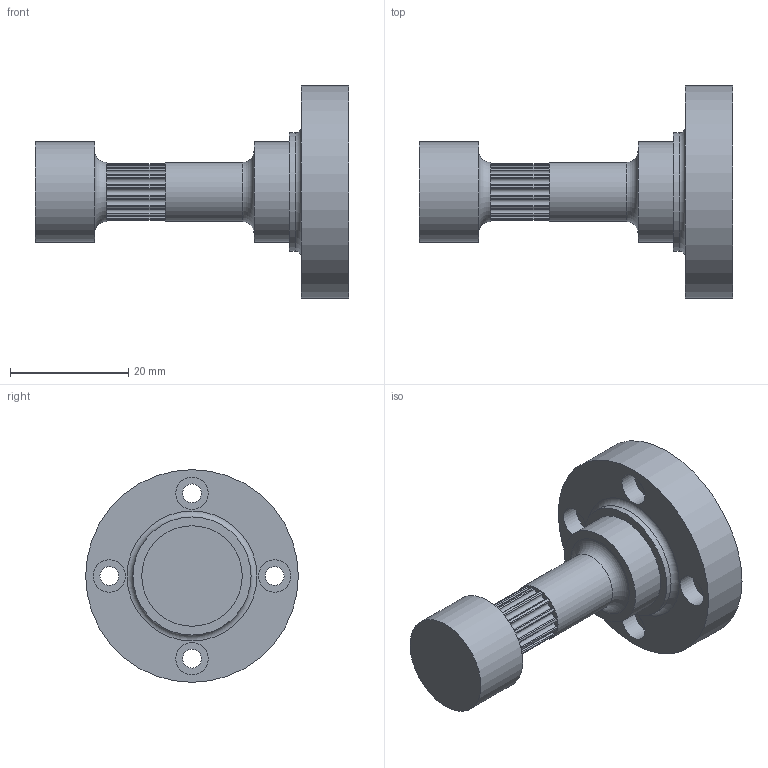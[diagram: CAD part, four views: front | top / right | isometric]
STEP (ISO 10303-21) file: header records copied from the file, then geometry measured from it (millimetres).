
FILE_DESCRIPTION(/* description */ (''),/* implementation_level */ '2;1');
FILE_NAME(/* name */ 'GT2 16 long2.stp',/* time_stamp */ '2025-06-10T07:48:05+02:00',/* author */ ('R5800u'),/* organization */ (''),/* preprocessor_version */ 'ST-DEVELOPER v20',/* originating_system */ 'Autodesk Inventor 2025',/* authorisation */ '');
FILE_SCHEMA (('AUTOMOTIVE_DESIGN { 1 0 10303 214 3 1 1 }'));
Length unit declared in the file: millimetre
Products named in the file (1): GT2 16 long2
Bounding box: 53 x 36 x 36 mm (x, y, z)
Volume: 13983.6 mm3; surface area: 5492.6 mm2
Topology: 1 solids, 1 shells, 93 faces, 243 edges, 163 vertices
Faces by surface type: cylinder 78, plane 12, torus 3
Full cylindrical faces by diameter (mm): 3.2 x4, 5.5 x4, 10 x2, 17 x2, 20 x1, 36 x1
Entity records: 3035 total; most frequent: DIRECTION 596, CARTESIAN_POINT 499, ORIENTED_EDGE 484, AXIS2_PLACEMENT_3D 259, EDGE_CURVE 242, CIRCLE 165, VERTEX_POINT 161, EDGE_LOOP 111
